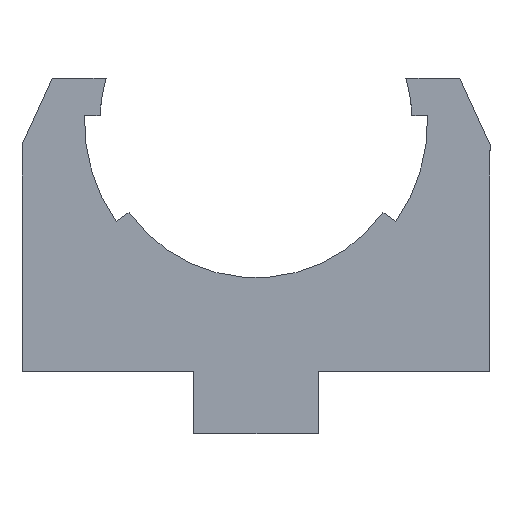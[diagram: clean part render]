
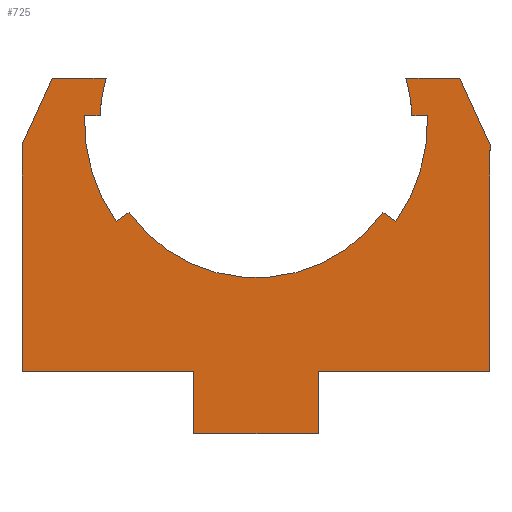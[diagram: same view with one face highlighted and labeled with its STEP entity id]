
A CAD part, top view. The second image highlights one B-rep face of the part: STEP entity #725.
In plain terms, the highlighted planar face has unit normal (0, 0, 1).
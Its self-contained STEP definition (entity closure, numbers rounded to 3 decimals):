
#73=CARTESIAN_POINT('',(13.06,2.8,10.0));
#74=VERTEX_POINT('',#73);
#75=CARTESIAN_POINT('',(15.,-1.49,10.0));
#76=VERTEX_POINT('',#75);
#77=CARTESIAN_POINT('',(13.06,2.8,10.0));
#78=DIRECTION('',(0.412,-0.911,0.0));
#79=VECTOR('',#78,4.708);
#80=LINE('',#77,#79);
#81=EDGE_CURVE('',#74,#76,#80,.T.);
#113=CARTESIAN_POINT('',(15.,-16.,10.0));
#114=VERTEX_POINT('',#113);
#115=CARTESIAN_POINT('',(15.,-1.49,10.0));
#116=DIRECTION('',(0.0,-1.0,0.0));
#117=VECTOR('',#116,14.51);
#118=LINE('',#115,#117);
#119=EDGE_CURVE('',#76,#114,#118,.T.);
#144=CARTESIAN_POINT('',(4.,-16.,10.0));
#145=VERTEX_POINT('',#144);
#146=CARTESIAN_POINT('',(15.,-16.,10.0));
#147=DIRECTION('',(-1.0,0.0,0.0));
#148=VECTOR('',#147,11.);
#149=LINE('',#146,#148);
#150=EDGE_CURVE('',#114,#145,#149,.T.);
#175=CARTESIAN_POINT('',(4.,-20.,10.0));
#176=VERTEX_POINT('',#175);
#177=CARTESIAN_POINT('',(4.,-16.,10.0));
#178=DIRECTION('',(0.0,-1.0,0.0));
#179=VECTOR('',#178,4.);
#180=LINE('',#177,#179);
#181=EDGE_CURVE('',#145,#176,#180,.T.);
#206=CARTESIAN_POINT('',(-4.,-20.,10.0));
#207=VERTEX_POINT('',#206);
#208=CARTESIAN_POINT('',(4.,-20.,10.0));
#209=DIRECTION('',(-1.0,0.0,0.0));
#210=VECTOR('',#209,8.0);
#211=LINE('',#208,#210);
#212=EDGE_CURVE('',#176,#207,#211,.T.);
#237=CARTESIAN_POINT('',(-4.,-16.,10.0));
#238=VERTEX_POINT('',#237);
#239=CARTESIAN_POINT('',(-4.,-20.,10.0));
#240=DIRECTION('',(0.0,1.0,0.0));
#241=VECTOR('',#240,4.);
#242=LINE('',#239,#241);
#243=EDGE_CURVE('',#207,#238,#242,.T.);
#268=CARTESIAN_POINT('',(-15.,-16.,10.0));
#269=VERTEX_POINT('',#268);
#270=CARTESIAN_POINT('',(-4.,-16.,10.0));
#271=DIRECTION('',(-1.0,0.0,0.0));
#272=VECTOR('',#271,11.);
#273=LINE('',#270,#272);
#274=EDGE_CURVE('',#238,#269,#273,.T.);
#299=CARTESIAN_POINT('',(-15.,-1.49,10.0));
#300=VERTEX_POINT('',#299);
#301=CARTESIAN_POINT('',(-15.,-16.,10.0));
#302=DIRECTION('',(0.0,1.0,0.0));
#303=VECTOR('',#302,14.51);
#304=LINE('',#301,#303);
#305=EDGE_CURVE('',#269,#300,#304,.T.);
#330=CARTESIAN_POINT('',(-13.06,2.8,10.0));
#331=VERTEX_POINT('',#330);
#332=CARTESIAN_POINT('',(-15.,-1.49,10.0));
#333=DIRECTION('',(0.412,0.911,0.0));
#334=VECTOR('',#333,4.708);
#335=LINE('',#332,#334);
#336=EDGE_CURVE('',#300,#331,#335,.T.);
#361=CARTESIAN_POINT('',(-9.6,2.8,10.0));
#362=VERTEX_POINT('',#361);
#363=CARTESIAN_POINT('',(-13.06,2.8,10.0));
#364=DIRECTION('',(1.0,0.0,0.0));
#365=VECTOR('',#364,3.46);
#366=LINE('',#363,#365);
#367=EDGE_CURVE('',#331,#362,#366,.T.);
#392=CARTESIAN_POINT('',(-9.992,0.4,10.0));
#393=VERTEX_POINT('',#392);
#394=CARTESIAN_POINT('',(0.,0.,10.0));
#395=DIRECTION('',(0.0,0.0,1.0));
#396=DIRECTION('',(0.96,-0.28,0.0));
#397=AXIS2_PLACEMENT_3D('',#394,#395,#396);
#398=CIRCLE('',#397,10.);
#399=EDGE_CURVE('',#362,#393,#398,.T.);
#425=CARTESIAN_POINT('',(-10.993,0.4,10.0));
#426=VERTEX_POINT('',#425);
#427=CARTESIAN_POINT('',(-9.992,0.4,10.0));
#428=DIRECTION('',(-1.0,0.0,0.0));
#429=VECTOR('',#428,1.001);
#430=LINE('',#427,#429);
#431=EDGE_CURVE('',#393,#426,#430,.T.);
#456=CARTESIAN_POINT('',(-8.954,-6.39,10.0));
#457=VERTEX_POINT('',#456);
#458=CARTESIAN_POINT('',(0.,0.,10.0));
#459=DIRECTION('',(0.0,0.0,1.));
#460=DIRECTION('',(0.999,-0.036,0.0));
#461=AXIS2_PLACEMENT_3D('',#458,#459,#460);
#462=CIRCLE('',#461,11.);
#463=EDGE_CURVE('',#426,#457,#462,.T.);
#489=CARTESIAN_POINT('',(-8.14,-5.809,10.0));
#490=VERTEX_POINT('',#489);
#491=CARTESIAN_POINT('',(-8.954,-6.39,10.0));
#492=DIRECTION('',(0.814,0.581,0.0));
#493=VECTOR('',#492,1.);
#494=LINE('',#491,#493);
#495=EDGE_CURVE('',#457,#490,#494,.T.);
#520=CARTESIAN_POINT('',(8.14,-5.809,10.0));
#521=VERTEX_POINT('',#520);
#522=CARTESIAN_POINT('',(0.,0.,10.0));
#523=DIRECTION('',(0.0,0.0,1.));
#524=DIRECTION('',(0.814,0.581,0.0));
#525=AXIS2_PLACEMENT_3D('',#522,#523,#524);
#526=CIRCLE('',#525,10.);
#527=EDGE_CURVE('',#490,#521,#526,.T.);
#553=CARTESIAN_POINT('',(8.954,-6.39,10.0));
#554=VERTEX_POINT('',#553);
#555=CARTESIAN_POINT('',(8.14,-5.809,10.0));
#556=DIRECTION('',(0.814,-0.581,0.0));
#557=VECTOR('',#556,1.);
#558=LINE('',#555,#557);
#559=EDGE_CURVE('',#521,#554,#558,.T.);
#584=CARTESIAN_POINT('',(10.993,0.4,10.0));
#585=VERTEX_POINT('',#584);
#586=CARTESIAN_POINT('',(0.,0.,10.0));
#587=DIRECTION('',(0.0,0.0,1.0));
#588=DIRECTION('',(-0.814,0.581,0.0));
#589=AXIS2_PLACEMENT_3D('',#586,#587,#588);
#590=CIRCLE('',#589,11.);
#591=EDGE_CURVE('',#554,#585,#590,.T.);
#617=CARTESIAN_POINT('',(9.992,0.4,10.0));
#618=VERTEX_POINT('',#617);
#619=CARTESIAN_POINT('',(10.993,0.4,10.0));
#620=DIRECTION('',(-1.0,0.0,0.0));
#621=VECTOR('',#620,1.001);
#622=LINE('',#619,#621);
#623=EDGE_CURVE('',#585,#618,#622,.T.);
#648=CARTESIAN_POINT('',(9.6,2.8,10.0));
#649=VERTEX_POINT('',#648);
#650=CARTESIAN_POINT('',(0.,0.,10.0));
#651=DIRECTION('',(0.0,0.0,1.0));
#652=DIRECTION('',(-0.999,-0.04,0.0));
#653=AXIS2_PLACEMENT_3D('',#650,#651,#652);
#654=CIRCLE('',#653,10.);
#655=EDGE_CURVE('',#618,#649,#654,.T.);
#681=CARTESIAN_POINT('',(9.6,2.8,10.0));
#682=DIRECTION('',(1.0,0.0,0.0));
#683=VECTOR('',#682,3.46);
#684=LINE('',#681,#683);
#685=EDGE_CURVE('',#649,#74,#684,.T.);
#698=CARTESIAN_POINT('',(0.,-8.6,10.0));
#699=DIRECTION('',(0.0,0.0,1.0));
#700=DIRECTION('',(1.0,0.0,0.0));
#701=AXIS2_PLACEMENT_3D('',#698,#699,#700);
#702=PLANE('',#701);
#703=ORIENTED_EDGE('',*,*,#399,.F.);
#704=ORIENTED_EDGE('',*,*,#367,.F.);
#705=ORIENTED_EDGE('',*,*,#336,.F.);
#706=ORIENTED_EDGE('',*,*,#305,.F.);
#707=ORIENTED_EDGE('',*,*,#274,.F.);
#708=ORIENTED_EDGE('',*,*,#243,.F.);
#709=ORIENTED_EDGE('',*,*,#212,.F.);
#710=ORIENTED_EDGE('',*,*,#181,.F.);
#711=ORIENTED_EDGE('',*,*,#150,.F.);
#712=ORIENTED_EDGE('',*,*,#119,.F.);
#713=ORIENTED_EDGE('',*,*,#81,.F.);
#714=ORIENTED_EDGE('',*,*,#685,.F.);
#715=ORIENTED_EDGE('',*,*,#655,.F.);
#716=ORIENTED_EDGE('',*,*,#623,.F.);
#717=ORIENTED_EDGE('',*,*,#591,.F.);
#718=ORIENTED_EDGE('',*,*,#559,.F.);
#719=ORIENTED_EDGE('',*,*,#527,.F.);
#720=ORIENTED_EDGE('',*,*,#495,.F.);
#721=ORIENTED_EDGE('',*,*,#463,.F.);
#722=ORIENTED_EDGE('',*,*,#431,.F.);
#723=EDGE_LOOP('',(#703,#704,#705,#706,#707,#708,#709,#710,#711,#712,#713,#714,#715,#716,#717,#718,#719,#720,#721,#722));
#724=FACE_OUTER_BOUND('',#723,.T.);
#725=ADVANCED_FACE('',(#724),#702,.T.);
